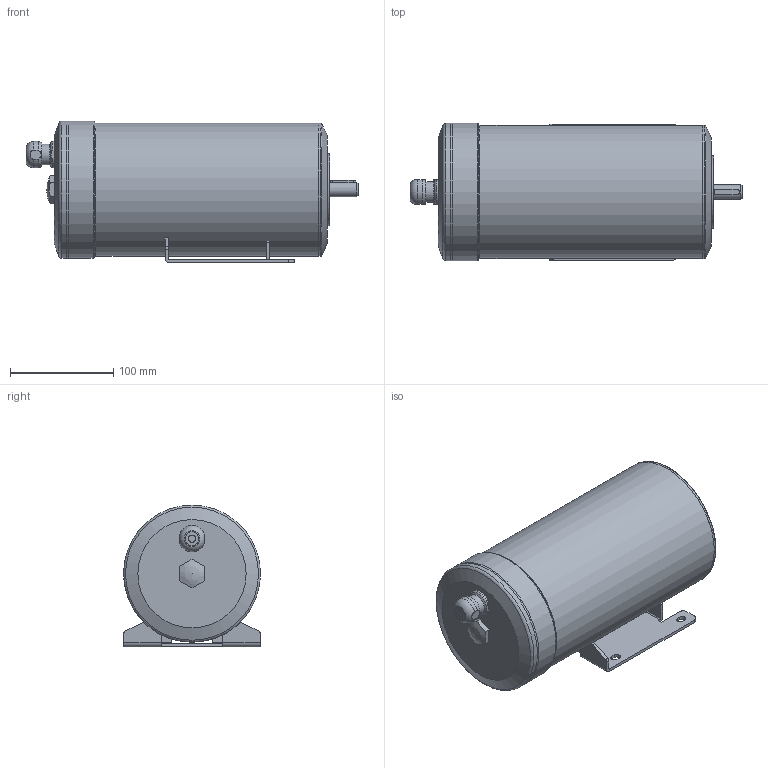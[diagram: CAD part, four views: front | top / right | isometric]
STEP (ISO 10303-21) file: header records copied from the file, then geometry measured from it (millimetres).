
FILE_DESCRIPTION(/* description */ ('Unknown'),/* implementation_level */ '2;1');
FILE_NAME(/* name */ 'SPMCKF2PTENN4KSA1-N---NNN',/* time_stamp */ '2024-03-15T11:42:28+01:00',/* author */ ('Unknown'),/* organization */ ('Unknown'),/* preprocessor_version */ 'ST-DEVELOPER v18.104',/* originating_system */ 'Solid Edge',/* authorisation */ 'Unknown');
FILE_SCHEMA (('AUTOMOTIVE_DESIGN {1 0 10303 214 3 1 1}'));
Length unit declared in the file: millimetre
Products named in the file (3): SPMCKF2PTENN4KSA1-N---NNN; SPMCKF2JTENN4KSA1-N---NNN; SPM719022
Assembly tree (2 placements, depth 2):
  SPMCKF2PTENN4KSA1-N---NNN
    SPMCKF2JTENN4KSA1-N---NNN
    SPM719022
Bounding box: 322 x 133 x 137.5 mm (x, y, z)
Volume: 3515488.8 mm3; surface area: 170633.3 mm2
Topology: 2 solids, 2 shells, 160 faces, 406 edges, 266 vertices
Faces by surface type: cylinder 67, plane 67, cone 19, torus 6, sphere 1
Full cylindrical faces by diameter (mm): 4.134 x2, 4.917 x8, 5.3 x1, 7 x1, 13.4 x1, 14 x1, 17 x1, 20 x1, 52 x1, 62 x1, 70 x1, 128.98 x1, 129 x2, 132.98 x2, 133 x3
Entity records: 5131 total; most frequent: CARTESIAN_POINT 804, DIRECTION 794, ORIENTED_EDGE 650, EDGE_CURVE 325, AXIS2_PLACEMENT_3D 314, VERTEX_POINT 244, FACE_BOUND 243, EDGE_LOOP 238
